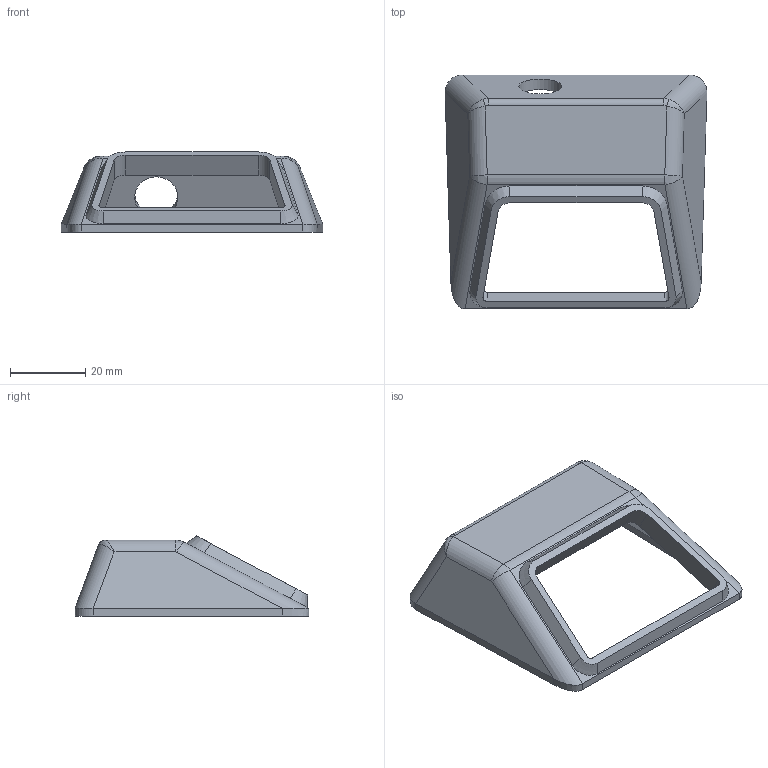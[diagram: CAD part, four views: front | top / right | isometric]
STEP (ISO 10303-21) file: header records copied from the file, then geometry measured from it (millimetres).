
FILE_DESCRIPTION(/* description */ (''),/* implementation_level */ '2;1');
FILE_NAME(/* name */ 'engipad (toggle switch variant).step',/* time_stamp */ '2025-06-23T21:28:10-04:00',/* author */ (''),/* organization */ (''),/* preprocessor_version */ 'ST-DEVELOPER v20.1',/* originating_system */ 'Autodesk Translation Framework v14.10.0.0',/* authorisation */ '');
FILE_SCHEMA (('AUTOMOTIVE_DESIGN { 1 0 10303 214 3 1 1 }'));
Length unit declared in the file: millimetre
Products named in the file (2): engipad (lever switch variant); ScreenShell
Assembly tree (1 placements, depth 2):
  engipad (lever switch variant)
    ScreenShell
Bounding box: 69.61 x 62.23 x 21.28 mm (x, y, z)
Volume: 14954.9 mm3; surface area: 11110.1 mm2
Topology: 1 solids, 1 shells, 74 faces, 181 edges, 108 vertices
Faces by surface type: plane 30, cylinder 20, bspline 20, cone 4
Full cylindrical faces by diameter (mm): 11.5 x1
Entity records: 2575 total; most frequent: CARTESIAN_POINT 859, ORIENTED_EDGE 358, DIRECTION 327, EDGE_CURVE 179, AXIS2_PLACEMENT_3D 117, VERTEX_POINT 108, LINE 93, VECTOR 93
